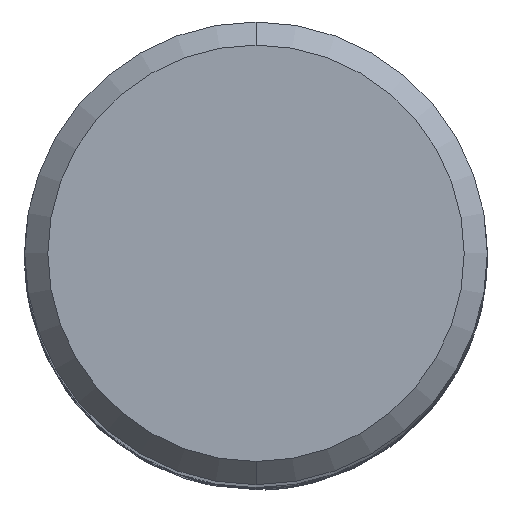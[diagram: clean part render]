
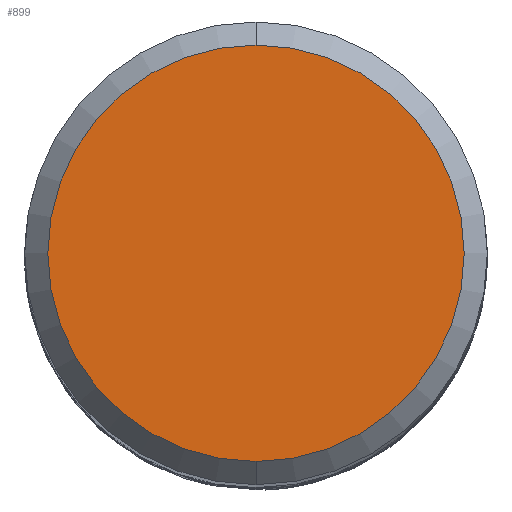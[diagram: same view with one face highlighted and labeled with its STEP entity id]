
A CAD part, top view. The second image highlights one B-rep face of the part: STEP entity #899.
In plain terms, the highlighted planar face has unit normal (0, 0, 1).
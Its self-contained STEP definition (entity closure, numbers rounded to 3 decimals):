
#631=VERTEX_POINT('',#1830);
#899=ADVANCED_FACE('',(#2121),#2122,.T.);
#1071=EDGE_CURVE('',#1629,#631,#2305,.T.);
#1511=EDGE_CURVE('',#631,#1629,#2790,.T.);
#1629=VERTEX_POINT('',#2919);
#1830=CARTESIAN_POINT('',(0.,-7.2,0.0));
#2121=FACE_OUTER_BOUND('',#7437,.T.);
#2122=PLANE('',#7438);
#2305=CIRCLE('',#9438,7.2);
#2790=CIRCLE('',#20051,7.2);
#2919=CARTESIAN_POINT('',(0.0,7.2,0.0));
#7437=EDGE_LOOP('',(#24876,#24877));
#7438=AXIS2_PLACEMENT_3D('',#24878,#24879,#24880);
#9438=AXIS2_PLACEMENT_3D('',#25003,#25004,#25005);
#20051=AXIS2_PLACEMENT_3D('',#25496,#25497,#25498);
#24876=ORIENTED_EDGE('',*,*,#1071,.F.);
#24877=ORIENTED_EDGE('',*,*,#1511,.F.);
#24878=CARTESIAN_POINT('',(0.0,3.6,0.0));
#24879=DIRECTION('',(-0.0,0.0,1.0));
#24880=DIRECTION('',(0.0,-1.0,0.0));
#25003=CARTESIAN_POINT('',(0.0,0.0,0.0));
#25004=DIRECTION('',(0.0,0.0,-1.0));
#25005=DIRECTION('',(0.0,1.0,0.0));
#25496=CARTESIAN_POINT('',(0.0,0.0,0.0));
#25497=DIRECTION('',(0.0,0.0,-1.0));
#25498=DIRECTION('',(0.0,1.0,0.0));
